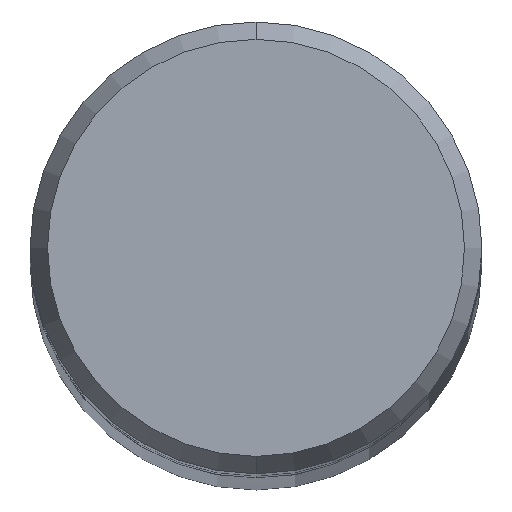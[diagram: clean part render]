
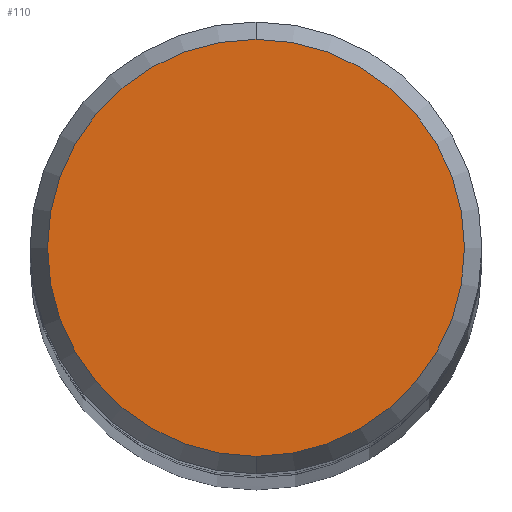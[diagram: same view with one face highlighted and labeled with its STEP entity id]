
A CAD part, top view. The second image highlights one B-rep face of the part: STEP entity #110.
In plain terms, the highlighted planar face has unit normal (0, 0, 1).
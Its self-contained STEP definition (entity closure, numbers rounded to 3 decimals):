
#110=ADVANCED_FACE('',(#257),#258,.T.);
#124=VERTEX_POINT('',#272);
#150=EDGE_CURVE('',#124,#208,#303,.T.);
#186=EDGE_CURVE('',#208,#124,#345,.T.);
#208=VERTEX_POINT('',#370);
#257=FACE_OUTER_BOUND('',#417,.T.);
#258=PLANE('',#418);
#272=CARTESIAN_POINT('',(0.0,8.24,0.0));
#303=CIRCLE('',#472,8.24);
#345=CIRCLE('',#524,8.24);
#370=CARTESIAN_POINT('',(0.,-8.24,0.0));
#417=EDGE_LOOP('',(#604,#605));
#418=AXIS2_PLACEMENT_3D('',#606,#607,#608);
#472=AXIS2_PLACEMENT_3D('',#653,#654,#655);
#524=AXIS2_PLACEMENT_3D('',#712,#713,#714);
#604=ORIENTED_EDGE('',*,*,#150,.F.);
#605=ORIENTED_EDGE('',*,*,#186,.F.);
#606=CARTESIAN_POINT('',(0.0,4.12,0.0));
#607=DIRECTION('',(-0.0,0.0,1.0));
#608=DIRECTION('',(0.0,-1.0,0.0));
#653=CARTESIAN_POINT('',(0.0,0.0,0.0));
#654=DIRECTION('',(0.0,0.0,-1.0));
#655=DIRECTION('',(0.0,1.0,0.0));
#712=CARTESIAN_POINT('',(0.0,0.0,0.0));
#713=DIRECTION('',(0.0,0.0,-1.0));
#714=DIRECTION('',(0.0,1.0,0.0));
